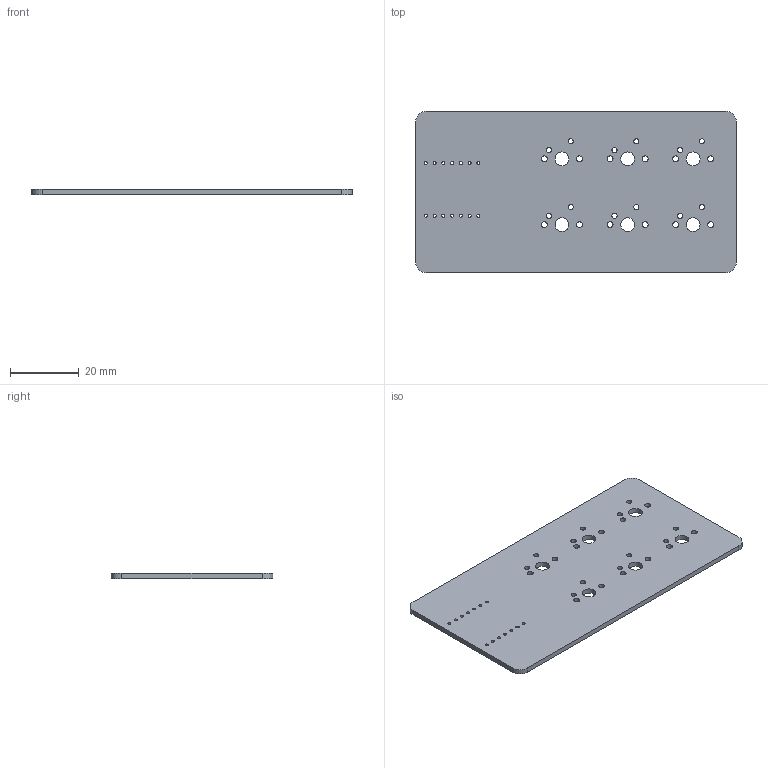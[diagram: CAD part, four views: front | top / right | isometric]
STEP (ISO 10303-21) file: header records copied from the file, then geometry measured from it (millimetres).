
FILE_DESCRIPTION(('KiCad electronic assembly'),'2;1');
FILE_NAME('HackPad.step','2026-01-03T23:33:58',('Pcbnew'),('Kicad'), 'Open CASCADE STEP processor 7.8','KiCad to STEP converter','Unknown' );
FILE_SCHEMA(('AUTOMOTIVE_DESIGN { 1 0 10303 214 1 1 1 1 }'));
Length unit declared in the file: millimetre
Products named in the file (2): HackPad 1; HackPad_PCB
Assembly tree (1 placements, depth 2):
  HackPad 1
    HackPad_PCB
Bounding box: 92.9 x 46.9 x 1.51 mm (x, y, z)
Volume: 6366.5 mm3; surface area: 9201.7 mm2
Topology: 1 solids, 1 shells, 54 faces, 156 edges, 104 vertices
Faces by surface type: cylinder 48, plane 6
Full cylindrical faces by diameter (mm): 0.889 x14, 1.5 x12, 1.7 x12, 4 x6
Entity records: 2049 total; most frequent: DIRECTION 364, CARTESIAN_POINT 316, ORIENTED_EDGE 312, EDGE_CURVE 156, AXIS2_PLACEMENT_3D 152, FACE_BOUND 142, EDGE_LOOP 142, VERTEX_POINT 104
